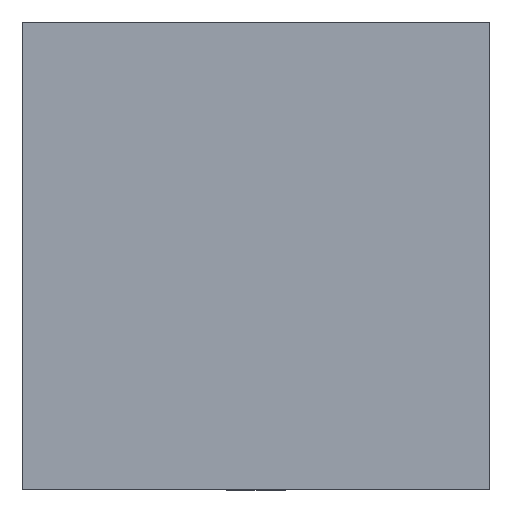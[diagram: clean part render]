
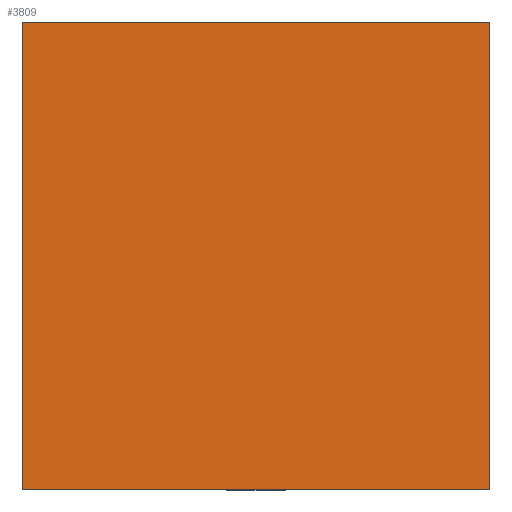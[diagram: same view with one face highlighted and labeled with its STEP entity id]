
A CAD part, top view. The second image highlights one B-rep face of the part: STEP entity #3809.
In plain terms, the highlighted face is planar.
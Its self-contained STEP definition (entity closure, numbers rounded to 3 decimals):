
#2893=DIRECTION('',(1.,0.,0.));
#2894=VECTOR('',#2893,2.);
#2895=CARTESIAN_POINT('',(-1.,0.575,1.));
#2896=LINE('',#2895,#2894);
#2900=DIRECTION('',(0.,0.,1.));
#2901=VECTOR('',#2900,2.);
#2902=CARTESIAN_POINT('',(-1.,0.575,-1.));
#2903=LINE('',#2902,#2901);
#2907=DIRECTION('',(-1.,0.,0.));
#2908=VECTOR('',#2907,2.);
#2909=CARTESIAN_POINT('',(1.,0.575,-1.));
#2910=LINE('',#2909,#2908);
#2914=DIRECTION('',(0.,0.,-1.));
#2915=VECTOR('',#2914,2.);
#2916=CARTESIAN_POINT('',(1.,0.575,1.));
#2917=LINE('',#2916,#2915);
#3029=CARTESIAN_POINT('',(-1.,0.575,1.));
#3030=CARTESIAN_POINT('',(1.,0.575,1.));
#3031=VERTEX_POINT('',#3029);
#3032=VERTEX_POINT('',#3030);
#3033=CARTESIAN_POINT('',(1.,0.575,-1.));
#3034=VERTEX_POINT('',#3033);
#3035=CARTESIAN_POINT('',(-1.,0.575,-1.));
#3036=VERTEX_POINT('',#3035);
#3798=CARTESIAN_POINT('',(0.,0.575,0.));
#3799=DIRECTION('',(0.,1.,0.));
#3800=DIRECTION('',(1.,0.,0.));
#3801=AXIS2_PLACEMENT_3D('',#3798,#3799,#3800);
#3802=PLANE('',#3801);
#3803=ORIENTED_EDGE('',*,*,#3734,.F.);
#3804=ORIENTED_EDGE('',*,*,#3355,.F.);
#3805=ORIENTED_EDGE('',*,*,#3411,.F.);
#3806=ORIENTED_EDGE('',*,*,#3504,.F.);
#3807=EDGE_LOOP('',(#3803,#3804,#3805,#3806));
#3808=FACE_OUTER_BOUND('',#3807,.F.);
#3809=ADVANCED_FACE('',(#3808),#3802,.T.);
#3355=EDGE_CURVE('',#3036,#3031,#2903,.T.);
#3411=EDGE_CURVE('',#3034,#3036,#2910,.T.);
#3504=EDGE_CURVE('',#3032,#3034,#2917,.T.);
#3734=EDGE_CURVE('',#3031,#3032,#2896,.T.);
